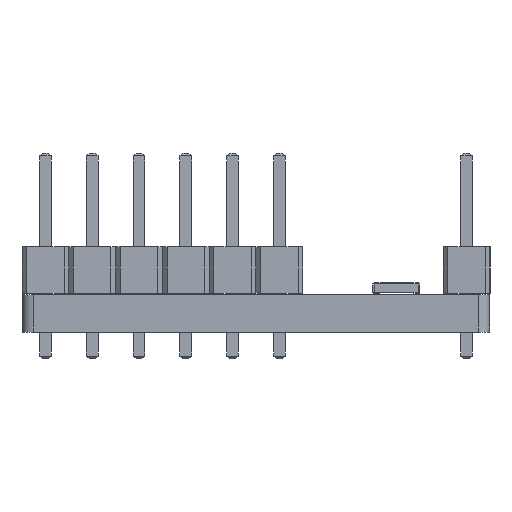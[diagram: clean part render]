
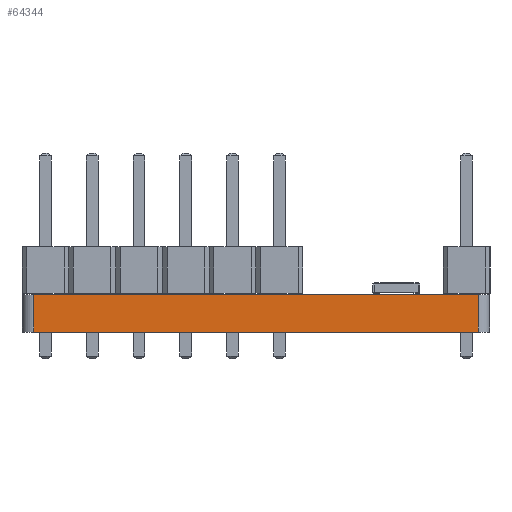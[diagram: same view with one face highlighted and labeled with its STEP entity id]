
A CAD part, left-side view. The second image highlights one B-rep face of the part: STEP entity #64344.
In plain terms, the highlighted planar face has unit normal (-1, 0, 0).
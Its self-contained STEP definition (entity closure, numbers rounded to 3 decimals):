
#60393 = PLANE('',#60394);
#60394 = AXIS2_PLACEMENT_3D('',#60395,#60396,#60397);
#60395 = CARTESIAN_POINT('',(0.,0.,1.6));
#60396 = DIRECTION('',(0.,0.,1.));
#60397 = DIRECTION('',(1.,0.,-0.));
#60448 = PLANE('',#60449);
#60449 = AXIS2_PLACEMENT_3D('',#60450,#60451,#60452);
#60450 = CARTESIAN_POINT('',(0.,0.,0.));
#60451 = DIRECTION('',(0.,0.,1.));
#60452 = DIRECTION('',(1.,0.,-0.));
#60503 = CYLINDRICAL_SURFACE('',#60504,0.5);
#60504 = AXIS2_PLACEMENT_3D('',#60505,#60506,#60507);
#60505 = CARTESIAN_POINT('',(-29.5,-9.5,0.));
#60506 = DIRECTION('',(-0.,-0.,-1.));
#60507 = DIRECTION('',(1.,0.,-0.));
#60670 = VERTEX_POINT('',#60671);
#60671 = CARTESIAN_POINT('',(-30.,9.5,0.));
#60686 = CYLINDRICAL_SURFACE('',#60687,0.5);
#60687 = AXIS2_PLACEMENT_3D('',#60688,#60689,#60690);
#60688 = CARTESIAN_POINT('',(-29.5,9.5,0.));
#60689 = DIRECTION('',(-0.,-0.,-1.));
#60690 = DIRECTION('',(1.,0.,-0.));
#60698 = EDGE_CURVE('',#60699,#60670,#60701,.T.);
#60699 = VERTEX_POINT('',#60700);
#60700 = CARTESIAN_POINT('',(-30.,-9.5,0.));
#60701 = SURFACE_CURVE('',#60702,(#60706,#60713),.PCURVE_S1.);
#60702 = LINE('',#60703,#60704);
#60703 = CARTESIAN_POINT('',(-30.,-9.5,0.));
#60704 = VECTOR('',#60705,1.);
#60705 = DIRECTION('',(0.,1.,0.));
#60706 = PCURVE('',#60448,#60707);
#60707 = DEFINITIONAL_REPRESENTATION('',(#60708),#60712);
#60708 = LINE('',#60709,#60710);
#60709 = CARTESIAN_POINT('',(-30.,-9.5));
#60710 = VECTOR('',#60711,1.);
#60711 = DIRECTION('',(0.,1.));
#60712 = ( GEOMETRIC_REPRESENTATION_CONTEXT(2) 
PARAMETRIC_REPRESENTATION_CONTEXT() REPRESENTATION_CONTEXT('2D SPACE',''
  ) );
#60713 = PCURVE('',#60714,#60719);
#60714 = PLANE('',#60715);
#60715 = AXIS2_PLACEMENT_3D('',#60716,#60717,#60718);
#60716 = CARTESIAN_POINT('',(-30.,-9.5,0.));
#60717 = DIRECTION('',(-1.,0.,0.));
#60718 = DIRECTION('',(0.,1.,0.));
#60719 = DEFINITIONAL_REPRESENTATION('',(#60720),#60724);
#60720 = LINE('',#60721,#60722);
#60721 = CARTESIAN_POINT('',(0.,0.));
#60722 = VECTOR('',#60723,1.);
#60723 = DIRECTION('',(1.,0.));
#60724 = ( GEOMETRIC_REPRESENTATION_CONTEXT(2) 
PARAMETRIC_REPRESENTATION_CONTEXT() REPRESENTATION_CONTEXT('2D SPACE',''
  ) );
#62662 = VERTEX_POINT('',#62663);
#62663 = CARTESIAN_POINT('',(-30.,9.5,1.6));
#62685 = EDGE_CURVE('',#62686,#62662,#62688,.T.);
#62686 = VERTEX_POINT('',#62687);
#62687 = CARTESIAN_POINT('',(-30.,-9.5,1.6));
#62688 = SURFACE_CURVE('',#62689,(#62693,#62700),.PCURVE_S1.);
#62689 = LINE('',#62690,#62691);
#62690 = CARTESIAN_POINT('',(-30.,-9.5,1.6));
#62691 = VECTOR('',#62692,1.);
#62692 = DIRECTION('',(0.,1.,0.));
#62693 = PCURVE('',#60393,#62694);
#62694 = DEFINITIONAL_REPRESENTATION('',(#62695),#62699);
#62695 = LINE('',#62696,#62697);
#62696 = CARTESIAN_POINT('',(-30.,-9.5));
#62697 = VECTOR('',#62698,1.);
#62698 = DIRECTION('',(0.,1.));
#62699 = ( GEOMETRIC_REPRESENTATION_CONTEXT(2) 
PARAMETRIC_REPRESENTATION_CONTEXT() REPRESENTATION_CONTEXT('2D SPACE',''
  ) );
#62700 = PCURVE('',#60714,#62701);
#62701 = DEFINITIONAL_REPRESENTATION('',(#62702),#62706);
#62702 = LINE('',#62703,#62704);
#62703 = CARTESIAN_POINT('',(0.,-1.6));
#62704 = VECTOR('',#62705,1.);
#62705 = DIRECTION('',(1.,0.));
#62706 = ( GEOMETRIC_REPRESENTATION_CONTEXT(2) 
PARAMETRIC_REPRESENTATION_CONTEXT() REPRESENTATION_CONTEXT('2D SPACE',''
  ) );
#64294 = EDGE_CURVE('',#60699,#62686,#64295,.T.);
#64295 = SURFACE_CURVE('',#64296,(#64300,#64307),.PCURVE_S1.);
#64296 = LINE('',#64297,#64298);
#64297 = CARTESIAN_POINT('',(-30.,-9.5,0.));
#64298 = VECTOR('',#64299,1.);
#64299 = DIRECTION('',(0.,0.,1.));
#64300 = PCURVE('',#60503,#64301);
#64301 = DEFINITIONAL_REPRESENTATION('',(#64302),#64306);
#64302 = LINE('',#64303,#64304);
#64303 = CARTESIAN_POINT('',(-3.142,0.));
#64304 = VECTOR('',#64305,1.);
#64305 = DIRECTION('',(-0.,-1.));
#64306 = ( GEOMETRIC_REPRESENTATION_CONTEXT(2) 
PARAMETRIC_REPRESENTATION_CONTEXT() REPRESENTATION_CONTEXT('2D SPACE',''
  ) );
#64307 = PCURVE('',#60714,#64308);
#64308 = DEFINITIONAL_REPRESENTATION('',(#64309),#64313);
#64309 = LINE('',#64310,#64311);
#64310 = CARTESIAN_POINT('',(0.,0.));
#64311 = VECTOR('',#64312,1.);
#64312 = DIRECTION('',(0.,-1.));
#64313 = ( GEOMETRIC_REPRESENTATION_CONTEXT(2) 
PARAMETRIC_REPRESENTATION_CONTEXT() REPRESENTATION_CONTEXT('2D SPACE',''
  ) );
#64344 = ADVANCED_FACE('',(#64345),#60714,.T.);
#64345 = FACE_BOUND('',#64346,.T.);
#64346 = EDGE_LOOP('',(#64347,#64348,#64349,#64370));
#64347 = ORIENTED_EDGE('',*,*,#64294,.T.);
#64348 = ORIENTED_EDGE('',*,*,#62685,.T.);
#64349 = ORIENTED_EDGE('',*,*,#64350,.F.);
#64350 = EDGE_CURVE('',#60670,#62662,#64351,.T.);
#64351 = SURFACE_CURVE('',#64352,(#64356,#64363),.PCURVE_S1.);
#64352 = LINE('',#64353,#64354);
#64353 = CARTESIAN_POINT('',(-30.,9.5,0.));
#64354 = VECTOR('',#64355,1.);
#64355 = DIRECTION('',(0.,0.,1.));
#64356 = PCURVE('',#60714,#64357);
#64357 = DEFINITIONAL_REPRESENTATION('',(#64358),#64362);
#64358 = LINE('',#64359,#64360);
#64359 = CARTESIAN_POINT('',(19.,0.));
#64360 = VECTOR('',#64361,1.);
#64361 = DIRECTION('',(0.,-1.));
#64362 = ( GEOMETRIC_REPRESENTATION_CONTEXT(2) 
PARAMETRIC_REPRESENTATION_CONTEXT() REPRESENTATION_CONTEXT('2D SPACE',''
  ) );
#64363 = PCURVE('',#60686,#64364);
#64364 = DEFINITIONAL_REPRESENTATION('',(#64365),#64369);
#64365 = LINE('',#64366,#64367);
#64366 = CARTESIAN_POINT('',(-3.142,0.));
#64367 = VECTOR('',#64368,1.);
#64368 = DIRECTION('',(-0.,-1.));
#64369 = ( GEOMETRIC_REPRESENTATION_CONTEXT(2) 
PARAMETRIC_REPRESENTATION_CONTEXT() REPRESENTATION_CONTEXT('2D SPACE',''
  ) );
#64370 = ORIENTED_EDGE('',*,*,#60698,.F.);
